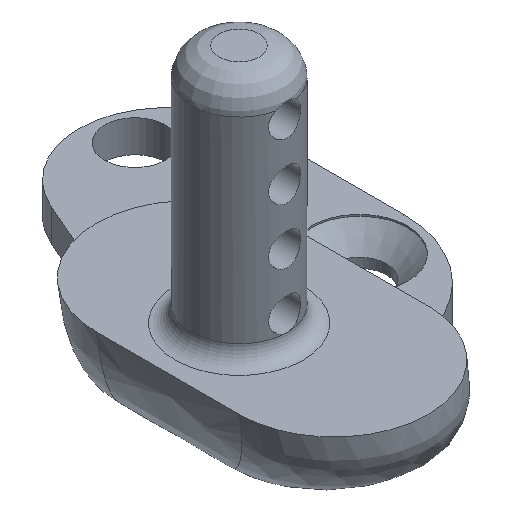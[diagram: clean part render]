
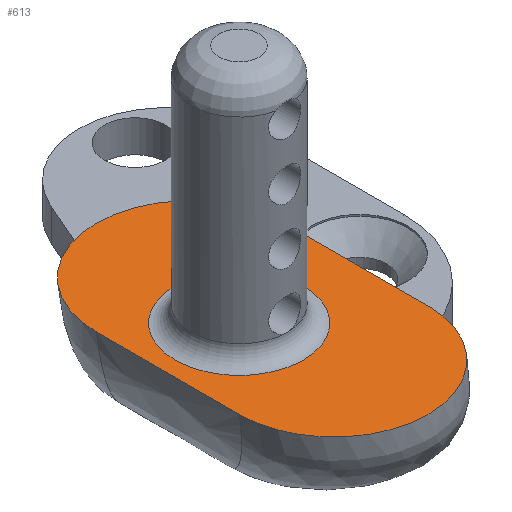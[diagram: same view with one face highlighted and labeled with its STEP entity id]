
A CAD part, isometric view. The second image highlights one B-rep face of the part: STEP entity #613.
In plain terms, the highlighted planar face has unit normal (0, 0, 1).
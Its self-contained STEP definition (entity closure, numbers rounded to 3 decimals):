
#327 = VERTEX_POINT('',#328);
#328 = CARTESIAN_POINT('',(-42.433,-100.024,38.));
#334 = EDGE_CURVE('',#335,#327,#337,.T.);
#335 = VERTEX_POINT('',#336);
#336 = CARTESIAN_POINT('',(-30.673,-100.024,38.));
#337 = CIRCLE('',#338,5.88);
#338 = AXIS2_PLACEMENT_3D('',#339,#340,#341);
#339 = CARTESIAN_POINT('',(-36.553,-100.024,38.));
#340 = DIRECTION('',(0.,0.,1.));
#341 = DIRECTION('',(1.,0.,0.));
#388 = VERTEX_POINT('',#389);
#389 = CARTESIAN_POINT('',(-42.433,-108.951,38.));
#398 = VERTEX_POINT('',#399);
#399 = CARTESIAN_POINT('',(-30.673,-108.951,38.));
#405 = EDGE_CURVE('',#388,#398,#406,.T.);
#406 = CIRCLE('',#407,5.88);
#407 = AXIS2_PLACEMENT_3D('',#408,#409,#410);
#408 = CARTESIAN_POINT('',(-36.553,-108.951,38.));
#409 = DIRECTION('',(0.,0.,1.));
#410 = DIRECTION('',(1.,0.,0.));
#451 = EDGE_CURVE('',#327,#388,#452,.T.);
#452 = LINE('',#453,#454);
#453 = CARTESIAN_POINT('',(-42.433,-100.024,38.));
#454 = VECTOR('',#455,1.);
#455 = DIRECTION('',(0.,-1.,0.));
#539 = EDGE_CURVE('',#398,#335,#540,.T.);
#540 = B_SPLINE_CURVE_WITH_KNOTS('',10,(#541,#542,#543,#544,#545,#546,
    #547,#548,#549,#550,#551),.UNSPECIFIED.,.F.,.F.,(11,11),(3.,4.),
  .PIECEWISE_BEZIER_KNOTS.);
#541 = CARTESIAN_POINT('',(-30.673,-108.951,38.));
#542 = CARTESIAN_POINT('',(-30.673,-108.058,38.));
#543 = CARTESIAN_POINT('',(-30.673,-107.166,38.));
#544 = CARTESIAN_POINT('',(-30.673,-106.273,38.));
#545 = CARTESIAN_POINT('',(-30.673,-105.38,38.));
#546 = CARTESIAN_POINT('',(-30.673,-104.488,38.));
#547 = CARTESIAN_POINT('',(-30.673,-103.595,38.));
#548 = CARTESIAN_POINT('',(-30.673,-102.702,38.));
#549 = CARTESIAN_POINT('',(-30.673,-101.809,38.));
#550 = CARTESIAN_POINT('',(-30.673,-100.917,38.));
#551 = CARTESIAN_POINT('',(-30.673,-100.024,38.));
#613 = ADVANCED_FACE('',(#614,#620),#631,.T.);
#614 = FACE_BOUND('',#615,.T.);
#615 = EDGE_LOOP('',(#616,#617,#618,#619));
#616 = ORIENTED_EDGE('',*,*,#334,.T.);
#617 = ORIENTED_EDGE('',*,*,#451,.T.);
#618 = ORIENTED_EDGE('',*,*,#405,.T.);
#619 = ORIENTED_EDGE('',*,*,#539,.T.);
#620 = FACE_BOUND('',#621,.T.);
#621 = EDGE_LOOP('',(#622));
#622 = ORIENTED_EDGE('',*,*,#623,.T.);
#623 = EDGE_CURVE('',#624,#624,#626,.T.);
#624 = VERTEX_POINT('',#625);
#625 = CARTESIAN_POINT('',(-33.5,-104.,38.));
#626 = CIRCLE('',#627,4.);
#627 = AXIS2_PLACEMENT_3D('',#628,#629,#630);
#628 = CARTESIAN_POINT('',(-37.5,-104.,38.));
#629 = DIRECTION('',(0.,0.,-1.));
#630 = DIRECTION('',(1.,0.,0.));
#631 = PLANE('',#632);
#632 = AXIS2_PLACEMENT_3D('',#633,#634,#635);
#633 = CARTESIAN_POINT('',(-36.553,-104.488,38.));
#634 = DIRECTION('',(0.,0.,1.));
#635 = DIRECTION('',(1.,0.,0.));
